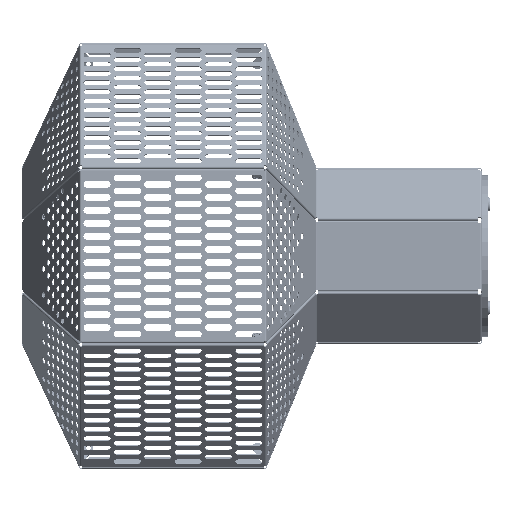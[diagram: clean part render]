
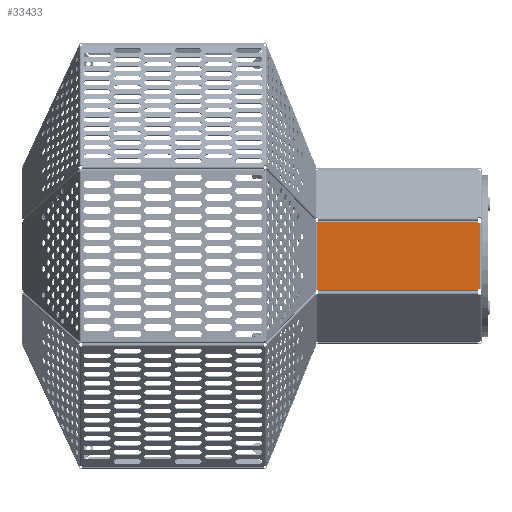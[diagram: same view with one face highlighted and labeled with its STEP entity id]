
A CAD part, left-side view. The second image highlights one B-rep face of the part: STEP entity #33433.
In plain terms, the highlighted face is planar.
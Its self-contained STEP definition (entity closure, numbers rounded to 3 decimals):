
#218 = ORIENTED_EDGE ( 'NONE', *, *, #18447, .T. ) ;
#700 = EDGE_CURVE ( 'NONE', #22463, #11709, #23790, .T. ) ;
#790 = CARTESIAN_POINT ( 'NONE',  ( -31., -1.5, 0. ) ) ;
#1012 = VERTEX_POINT ( 'NONE', #21747 ) ;
#1370 = CARTESIAN_POINT ( 'NONE',  ( -30.5, -1.5, 0. ) ) ;
#1453 = LINE ( 'NONE', #30698, #24385 ) ;
#1454 = EDGE_CURVE ( 'NONE', #4933, #4445, #4529, .T. ) ;
#1482 = ORIENTED_EDGE ( 'NONE', *, *, #18221, .T. ) ;
#1513 = VERTEX_POINT ( 'NONE', #31078 ) ;
#1603 = DIRECTION ( 'NONE',  ( -1., 0., 0. ) ) ;
#2165 = VERTEX_POINT ( 'NONE', #4911 ) ;
#3246 = CARTESIAN_POINT ( 'NONE',  ( 31., -149., 0. ) ) ;
#3901 = CARTESIAN_POINT ( 'NONE',  ( -30.5, 0., 0. ) ) ;
#4298 = EDGE_CURVE ( 'NONE', #1012, #10943, #34249, .T. ) ;
#4395 = CARTESIAN_POINT ( 'NONE',  ( -30.5, 0., 0. ) ) ;
#4445 = VERTEX_POINT ( 'NONE', #4395 ) ;
#4529 = LINE ( 'NONE', #3901, #26534 ) ;
#4614 = CARTESIAN_POINT ( 'NONE',  ( -31., 0., 0. ) ) ;
#4911 = CARTESIAN_POINT ( 'NONE',  ( -31., -150., 0. ) ) ;
#4933 = VERTEX_POINT ( 'NONE', #1370 ) ;
#6201 = CARTESIAN_POINT ( 'NONE',  ( 31., -1.5, 0. ) ) ;
#6513 = CARTESIAN_POINT ( 'NONE',  ( 31., 0., 0. ) ) ;
#6633 = DIRECTION ( 'NONE',  ( 0., -1., 0. ) ) ;
#6734 = AXIS2_PLACEMENT_3D ( 'NONE', #23561, #8674, #29530 ) ;
#6783 = DIRECTION ( 'NONE',  ( 1., 0., 0. ) ) ;
#6889 = EDGE_CURVE ( 'NONE', #2165, #21479, #21894, .T. ) ;
#6894 = VECTOR ( 'NONE', #18846, 1000. ) ;
#6958 = CARTESIAN_POINT ( 'NONE',  ( -31., -149., 0. ) ) ;
#8674 = DIRECTION ( 'NONE',  ( 0., 0., 1. ) ) ;
#8853 = ORIENTED_EDGE ( 'NONE', *, *, #23766, .T. ) ;
#9054 = VERTEX_POINT ( 'NONE', #6958 ) ;
#9390 = VECTOR ( 'NONE', #36856, 1000. ) ;
#9535 = DIRECTION ( 'NONE',  ( 0., 1., 0. ) ) ;
#9821 = DIRECTION ( 'NONE',  ( 0., 1., 0. ) ) ;
#10589 = ORIENTED_EDGE ( 'NONE', *, *, #700, .T. ) ;
#10943 = VERTEX_POINT ( 'NONE', #16632 ) ;
#11110 = VECTOR ( 'NONE', #9535, 1000. ) ;
#11709 = VERTEX_POINT ( 'NONE', #6201 ) ;
#11772 = DIRECTION ( 'NONE',  ( -1., 0., 0. ) ) ;
#12398 = ORIENTED_EDGE ( 'NONE', *, *, #4298, .F. ) ;
#14450 = ORIENTED_EDGE ( 'NONE', *, *, #27944, .T. ) ;
#14468 = DIRECTION ( 'NONE',  ( 0., 1., 0. ) ) ;
#14483 = LINE ( 'NONE', #29646, #37353 ) ;
#14687 = DIRECTION ( 'NONE',  ( 0., -1., 0. ) ) ;
#16248 = ORIENTED_EDGE ( 'NONE', *, *, #17011, .F. ) ;
#16418 = LINE ( 'NONE', #790, #9390 ) ;
#16632 = CARTESIAN_POINT ( 'NONE',  ( 30.5, -1.5, 0. ) ) ;
#17011 = EDGE_CURVE ( 'NONE', #10943, #11709, #1453, .T. ) ;
#17578 = PLANE ( 'NONE',  #6734 ) ;
#17583 = CARTESIAN_POINT ( 'NONE',  ( -31., 0., 0. ) ) ;
#18221 = EDGE_CURVE ( 'NONE', #1012, #4445, #35967, .T. ) ;
#18367 = VECTOR ( 'NONE', #6633, 1000. ) ;
#18447 = EDGE_CURVE ( 'NONE', #1513, #9054, #27514, .T. ) ;
#18846 = DIRECTION ( 'NONE',  ( 1., 0., 0. ) ) ;
#19623 = VECTOR ( 'NONE', #14687, 1000. ) ;
#20596 = FACE_OUTER_BOUND ( 'NONE', #27016, .T. ) ;
#21479 = VERTEX_POINT ( 'NONE', #30746 ) ;
#21747 = CARTESIAN_POINT ( 'NONE',  ( 30.5, 0., 0. ) ) ;
#21894 = LINE ( 'NONE', #33704, #6894 ) ;
#22463 = VERTEX_POINT ( 'NONE', #3246 ) ;
#22880 = VECTOR ( 'NONE', #14468, 1000. ) ;
#23561 = CARTESIAN_POINT ( 'NONE',  ( 0., 0., 0. ) ) ;
#23766 = EDGE_CURVE ( 'NONE', #9054, #2165, #16418, .T. ) ;
#23790 = LINE ( 'NONE', #35365, #22880 ) ;
#24103 = ORIENTED_EDGE ( 'NONE', *, *, #1454, .F. ) ;
#24385 = VECTOR ( 'NONE', #6783, 1000. ) ;
#26001 = EDGE_CURVE ( 'NONE', #21479, #22463, #26973, .T. ) ;
#26534 = VECTOR ( 'NONE', #9821, 1000. ) ;
#26973 = LINE ( 'NONE', #6513, #11110 ) ;
#27016 = EDGE_LOOP ( 'NONE', ( #1482, #24103, #14450, #218, #8853, #33872, #32706, #10589, #16248, #12398 ) ) ;
#27514 = LINE ( 'NONE', #17583, #19623 ) ;
#27944 = EDGE_CURVE ( 'NONE', #4933, #1513, #14483, .T. ) ;
#28936 = VECTOR ( 'NONE', #1603, 1000. ) ;
#29530 = DIRECTION ( 'NONE',  ( 1., 0., 0. ) ) ;
#29646 = CARTESIAN_POINT ( 'NONE',  ( 0., -1.5, 0. ) ) ;
#30698 = CARTESIAN_POINT ( 'NONE',  ( 30.5, -1.5, 0. ) ) ;
#30746 = CARTESIAN_POINT ( 'NONE',  ( 31., -150., 0. ) ) ;
#31078 = CARTESIAN_POINT ( 'NONE',  ( -31., -1.5, 0. ) ) ;
#32706 = ORIENTED_EDGE ( 'NONE', *, *, #26001, .T. ) ;
#33433 = ADVANCED_FACE ( 'NONE', ( #20596 ), #17578, .T. ) ;
#33704 = CARTESIAN_POINT ( 'NONE',  ( -31., -150., 0. ) ) ;
#33872 = ORIENTED_EDGE ( 'NONE', *, *, #6889, .T. ) ;
#34249 = LINE ( 'NONE', #36445, #18367 ) ;
#35365 = CARTESIAN_POINT ( 'NONE',  ( 31., 0., 0. ) ) ;
#35967 = LINE ( 'NONE', #4614, #28936 ) ;
#36445 = CARTESIAN_POINT ( 'NONE',  ( 30.5, 0., 0. ) ) ;
#36856 = DIRECTION ( 'NONE',  ( 0., -1., 0. ) ) ;
#37353 = VECTOR ( 'NONE', #11772, 1000. ) ;
